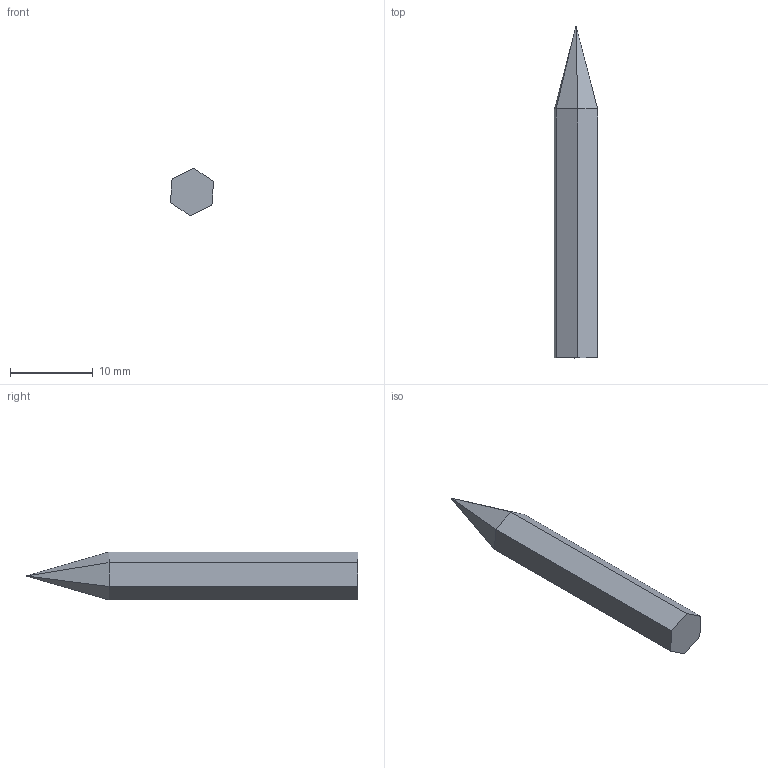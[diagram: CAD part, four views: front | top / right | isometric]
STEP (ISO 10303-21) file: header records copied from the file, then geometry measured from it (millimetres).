
FILE_DESCRIPTION (( 'STEP AP203' ), '1' );
FILE_NAME ('6.STEP', '2024-09-13T03:14:59', ( 'hp' ), ( 'HP' ), 'SwSTEP 2.0', 'SolidWorks 2024', '' );
FILE_SCHEMA (( 'CONFIG_CONTROL_DESIGN' ));
Length unit declared in the file: millimetre
Products named in the file (1): 6
Bounding box: 5.19 x 40 x 5.76 mm (x, y, z)
Volume: 721.9 mm3; surface area: 630.8 mm2
Topology: 1 solids, 1 shells, 14 faces, 30 edges, 18 vertices
Faces by surface type: plane 14
Entity records: 441 total; most frequent: CARTESIAN_POINT 63, ORIENTED_EDGE 60, DIRECTION 60, VECTOR 30, EDGE_CURVE 30, LINE 30, VERTEX_POINT 18, AXIS2_PLACEMENT_3D 15
